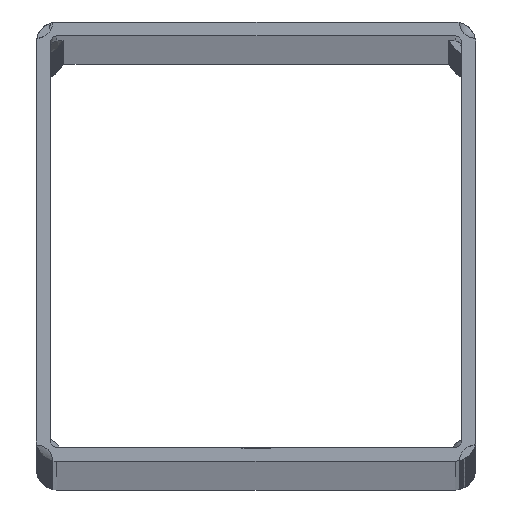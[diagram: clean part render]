
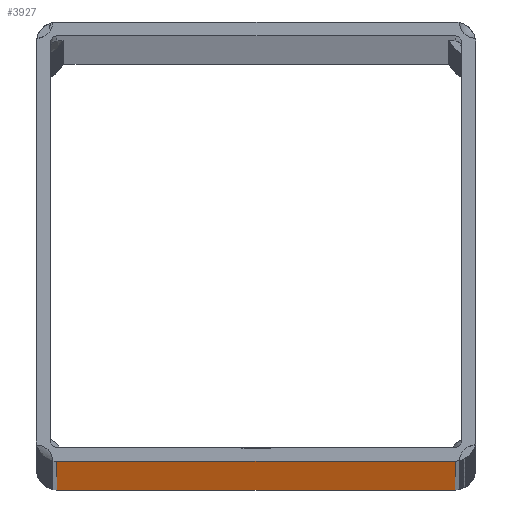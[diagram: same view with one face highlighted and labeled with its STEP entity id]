
A CAD part, top view. The second image highlights one B-rep face of the part: STEP entity #3927.
In plain terms, the highlighted planar face has unit normal (0, -1, 0).
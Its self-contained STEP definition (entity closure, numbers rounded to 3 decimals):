
#1106 = DIRECTION ( 'NONE',  ( 0., 0., -1. ) ) ;
#3927 = ADVANCED_FACE ( 'NONE', ( #15516 ), #47088, .T. ) ;
#10522 = CARTESIAN_POINT ( 'NONE',  ( -36.25, -40., -3000. ) ) ;
#15516 = FACE_OUTER_BOUND ( 'NONE', #38482, .T. ) ;
#16283 = DIRECTION ( 'NONE',  ( 0., -1., 0. ) ) ;
#17782 = CARTESIAN_POINT ( 'NONE',  ( 36.25, -40., 0. ) ) ;
#20656 = ORIENTED_EDGE ( 'NONE', *, *, #53966, .T. ) ;
#20762 = VECTOR ( 'NONE', #115330, 1000. ) ;
#26329 = CARTESIAN_POINT ( 'NONE',  ( -40., -40., 0. ) ) ;
#26645 = EDGE_CURVE ( 'NONE', #120895, #48259, #124159, .T. ) ;
#38482 = EDGE_LOOP ( 'NONE', ( #49810, #20656, #126291, #113724 ) ) ;
#47088 = PLANE ( 'NONE',  #98211 ) ;
#48259 = VERTEX_POINT ( 'NONE', #17782 ) ;
#48517 = EDGE_CURVE ( 'NONE', #96803, #120895, #73737, .T. ) ;
#49810 = ORIENTED_EDGE ( 'NONE', *, *, #65868, .F. ) ;
#50608 = CARTESIAN_POINT ( 'NONE',  ( -36.25, -40., -3000. ) ) ;
#53966 = EDGE_CURVE ( 'NONE', #63354, #96803, #61195, .T. ) ;
#57253 = CARTESIAN_POINT ( 'NONE',  ( 36.25, -40., -3000. ) ) ;
#59597 = VECTOR ( 'NONE', #1106, 1000. ) ;
#61195 = LINE ( 'NONE', #10522, #59597 ) ;
#63354 = VERTEX_POINT ( 'NONE', #105223 ) ;
#65868 = EDGE_CURVE ( 'NONE', #63354, #48259, #123382, .T. ) ;
#65940 = VECTOR ( 'NONE', #126994, 1000. ) ;
#66039 = DIRECTION ( 'NONE',  ( 1., 0., 0. ) ) ;
#66765 = CARTESIAN_POINT ( 'NONE',  ( -40., -40., -3000. ) ) ;
#69268 = VECTOR ( 'NONE', #66039, 1000. ) ;
#73737 = LINE ( 'NONE', #95070, #69268 ) ;
#85126 = DIRECTION ( 'NONE',  ( 0., 0., -1. ) ) ;
#95070 = CARTESIAN_POINT ( 'NONE',  ( -40., -40., -3000. ) ) ;
#96803 = VERTEX_POINT ( 'NONE', #50608 ) ;
#98211 = AXIS2_PLACEMENT_3D ( 'NONE', #66765, #16283, #85126 ) ;
#105223 = CARTESIAN_POINT ( 'NONE',  ( -36.25, -40., 0. ) ) ;
#107700 = CARTESIAN_POINT ( 'NONE',  ( 36.25, -40., -3000. ) ) ;
#113724 = ORIENTED_EDGE ( 'NONE', *, *, #26645, .T. ) ;
#115330 = DIRECTION ( 'NONE',  ( 1., 0., 0. ) ) ;
#120895 = VERTEX_POINT ( 'NONE', #57253 ) ;
#123382 = LINE ( 'NONE', #26329, #20762 ) ;
#124159 = LINE ( 'NONE', #107700, #65940 ) ;
#126291 = ORIENTED_EDGE ( 'NONE', *, *, #48517, .T. ) ;
#126994 = DIRECTION ( 'NONE',  ( 0., 0., 1. ) ) ;
